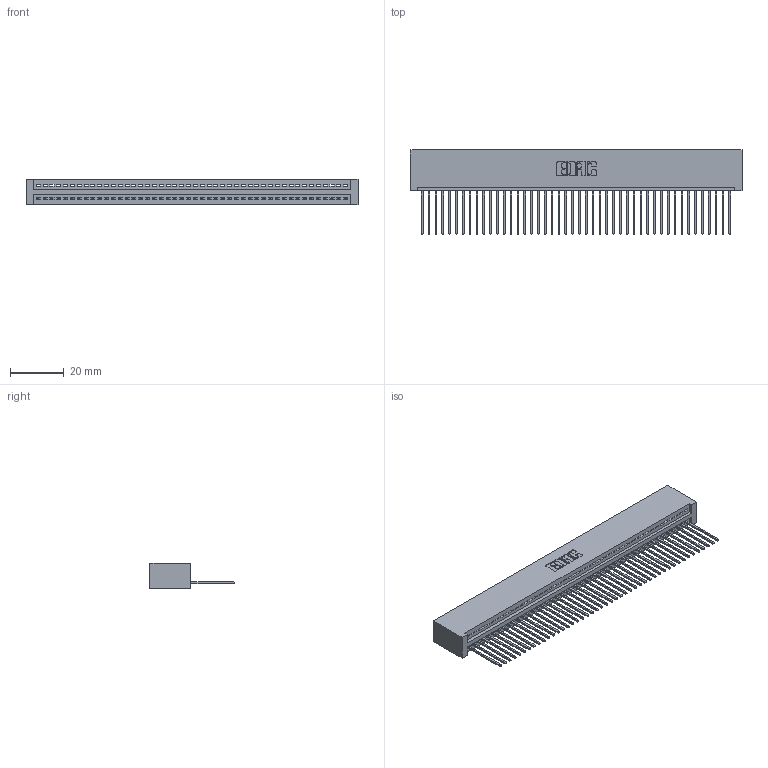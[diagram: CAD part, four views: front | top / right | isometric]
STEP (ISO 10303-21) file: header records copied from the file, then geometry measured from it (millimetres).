
FILE_DESCRIPTION (( 'STEP AP203' ), '1' );
FILE_NAME ('345-046-542-101.STEP', '2018-09-10T01:00:58', ( '' ), ( '' ), 'SwSTEP 2.0', 'SolidWorks 2016', '' );
FILE_SCHEMA (( 'CONFIG_CONTROL_DESIGN' ));
Length unit declared in the file: inch
Products named in the file (3): 345 Part_No Mounting Lugs; 345-292-001_345-293-142; 345-046-542-101
Assembly tree (47 placements, depth 2):
  345-046-542-101
    345 Part_No Mounting Lugs
    345-292-001_345-293-142  x46
Bounding box: 123.44 x 31.29 x 9.4 mm (x, y, z)
Volume: 12444.3 mm3; surface area: 17429.1 mm2
Topology: 47 solids, 47 shells, 2786 faces, 8413 edges, 5546 vertices
Faces by surface type: plane 1916, cylinder 870
Entity records: 33823 total; most frequent: CARTESIAN_POINT 5866, ORIENTED_EDGE 5846, DIRECTION 5111, EDGE_CURVE 2923, VECTOR 2615, LINE 2615, VERTEX_POINT 1946, AXIS2_PLACEMENT_3D 1248
